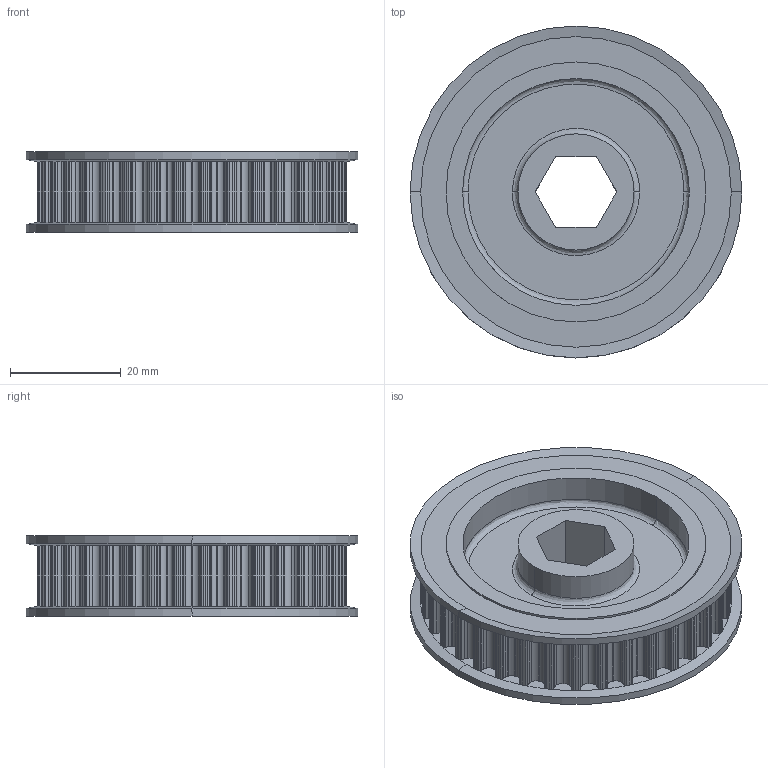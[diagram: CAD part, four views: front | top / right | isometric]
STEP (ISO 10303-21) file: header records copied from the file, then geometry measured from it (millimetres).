
FILE_DESCRIPTION (( 'STEP AP214' ), '1' );
FILE_NAME ('WCP-0610 Rev1.step', '2022-11-23T02:33:48', ( '' ), ( '' ), 'SwSTEP 2.0', 'SolidWorks 2020', '' );
FILE_SCHEMA (( 'AUTOMOTIVE_DESIGN' ));
Length unit declared in the file: inch
Products named in the file (1): WCP-0610 Rev1
Bounding box: 60 x 60 x 14.5 mm (x, y, z)
Volume: 20982 mm3; surface area: 12672.7 mm2
Topology: 1 solids, 1 shells, 618 faces, 1808 edges, 1200 vertices
Faces by surface type: cylinder 550, plane 52, bspline 8, cone 8
Entity records: 29794 total; most frequent: CARTESIAN_POINT 4331, DIRECTION 4138, ORIENTED_EDGE 3616, EDGE_CURVE 1808, AXIS2_PLACEMENT_3D 1727, VERTEX_POINT 1200, CIRCLE 1116, LINE 684
